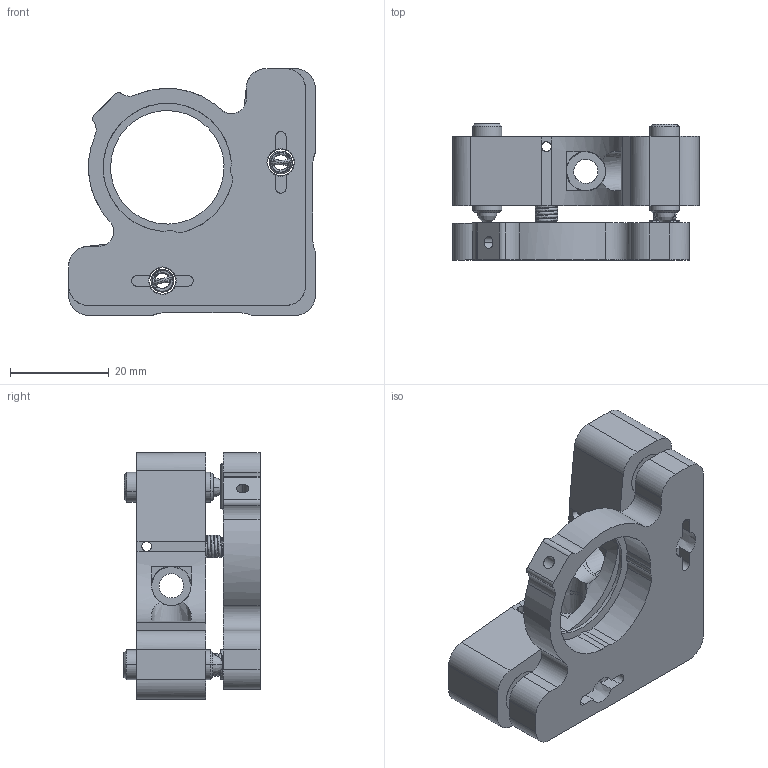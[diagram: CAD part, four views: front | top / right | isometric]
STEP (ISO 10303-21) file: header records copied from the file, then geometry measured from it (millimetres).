
FILE_DESCRIPTION(/* description */ (''),/* implementation_level */ '2;1');
FILE_NAME(/* name */ 'MMM-RA~1',/* time_stamp */ '2021-08-20T18:43:22+03:00',/* author */ (''),/* organization */ (''),/* preprocessor_version */ 'ST-DEVELOPER v15',/* originating_system */ '',/* authorisation */ '');
FILE_SCHEMA (('AUTOMOTIVE_DESIGN'));
Length unit declared in the file: millimetre
Products named in the file (9): Document; МММ-LВ- 25.4-K; МММ-LВ- 25.4-K_Substitute_
5; Block 01; Block 02; Block 03; Block 04; Block 05
Assembly tree (8 placements, depth 5):
  Document
    Document
      МММ-LВ- 25.4-K
        МММ-LВ- 25.4-K_Substitute_
5
          Block 01
          Block 02
          Block 03
          Block 04
          Block 05
Bounding box: 50 x 27.6 x 50 mm (x, y, z)
Volume: 25017.4 mm3; surface area: 16843.6 mm2
Topology: 21 solids, 44 shells, 443 faces, 1283 edges, 816 vertices
Faces by surface type: bspline 443
Entity records: 84334 total; most frequent: CARTESIAN_POINT 69115, B_SPLINE_CURVE_WITH_KNOTS 2508, ORIENTED_EDGE 2357, PCURVE 2357, DEFINITIONAL_REPRESENTATION 2357, SURFACE_CURVE 1251, EDGE_CURVE 1251, VERTEX_POINT 810
